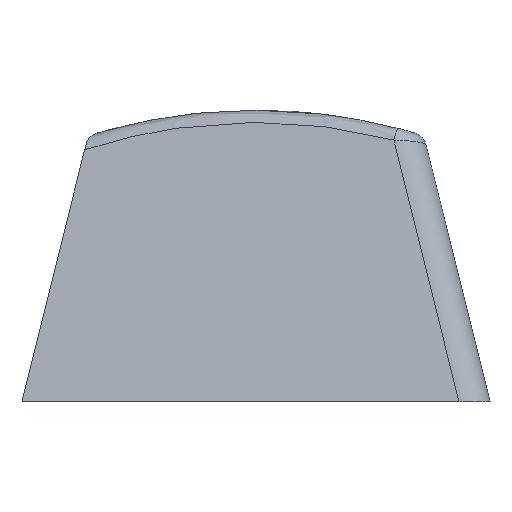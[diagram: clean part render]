
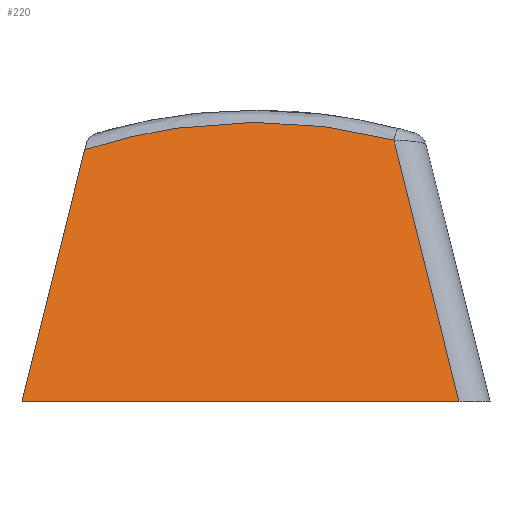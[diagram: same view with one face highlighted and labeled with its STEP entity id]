
A CAD part, left-side view. The second image highlights one B-rep face of the part: STEP entity #220.
In plain terms, the highlighted planar face has unit normal (-0.97, 0, 0.241).
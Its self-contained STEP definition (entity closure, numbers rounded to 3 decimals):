
#180=CARTESIAN_POINT('',(-8.616,-93.075,2.145));
#181=DIRECTION('',(-0.97,0.,0.242));
#182=DIRECTION('',(0.242,0.,0.97));
#183=AXIS2_PLACEMENT_3D('',#180,#181,#182);
#184=PLANE('',#183);
#185=CARTESIAN_POINT('',(-9.15,-83.925,0.));
#186=VERTEX_POINT('',#185);
#187=CARTESIAN_POINT('',(-9.15,-101.012,0.));
#188=VERTEX_POINT('',#187);
#189=CARTESIAN_POINT('',(-9.15,-83.925,0.));
#190=DIRECTION('',(-0.,-1.,-0.));
#191=VECTOR('',#190,17.087);
#192=LINE('',#189,#191);
#193=EDGE_CURVE('',#186,#188,#192,.T.);
#194=ORIENTED_EDGE('',*,*,#193,.T.);
#195=CARTESIAN_POINT('',(-6.602,-98.464,10.236));
#196=VERTEX_POINT('',#195);
#197=CARTESIAN_POINT('',(-9.15,-101.012,0.));
#198=DIRECTION('',(0.235,0.235,0.943));
#199=VECTOR('',#198,10.852);
#200=LINE('',#197,#199);
#201=EDGE_CURVE('',#188,#196,#200,.T.);
#202=ORIENTED_EDGE('',*,*,#201,.T.);
#203=CARTESIAN_POINT('',(-6.698,-86.377,9.851));
#204=VERTEX_POINT('',#203);
#205=CARTESIAN_POINT('',(-11.757,-93.075,-10.475));
#206=DIRECTION('',(-0.97,0.,0.242));
#207=DIRECTION('',(-0.242,-0.,-0.97));
#208=AXIS2_PLACEMENT_3D('',#205,#206,#207);
#209=ELLIPSE('',#208,22.054,21.401);
#210=EDGE_CURVE('',#196,#204,#209,.T.);
#211=ORIENTED_EDGE('',*,*,#210,.T.);
#212=CARTESIAN_POINT('',(-9.15,-83.925,-0.));
#213=DIRECTION('',(0.235,-0.235,0.943));
#214=VECTOR('',#213,10.443);
#215=LINE('',#212,#214);
#216=EDGE_CURVE('',#186,#204,#215,.T.);
#217=ORIENTED_EDGE('',*,*,#216,.F.);
#218=EDGE_LOOP('',(#194,#202,#211,#217));
#219=FACE_BOUND('',#218,.T.);
#220=ADVANCED_FACE('',(#219),#184,.T.);
